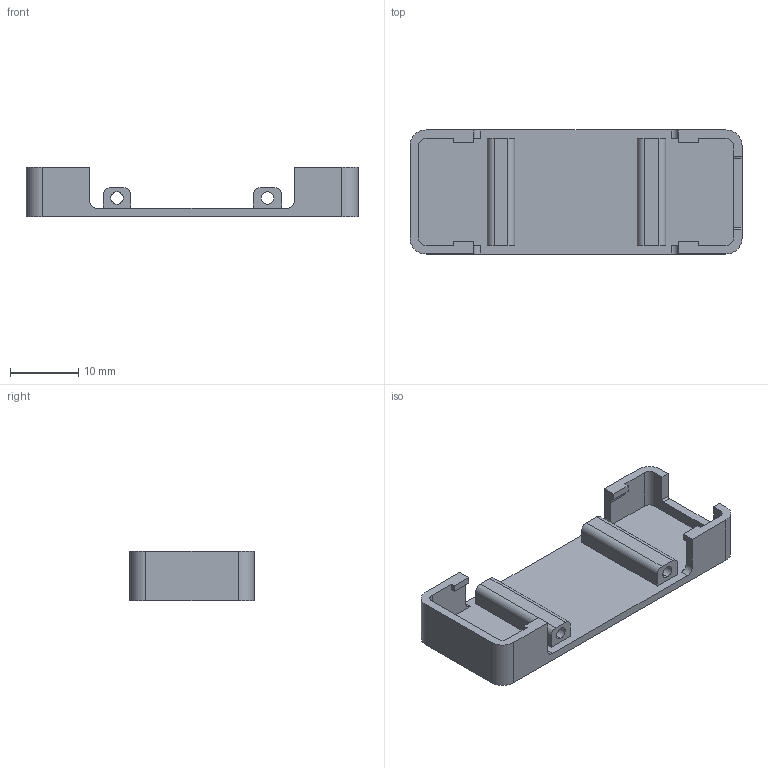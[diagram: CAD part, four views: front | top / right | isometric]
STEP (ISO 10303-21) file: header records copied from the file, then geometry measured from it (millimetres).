
FILE_DESCRIPTION (( 'STEP AP214' ), '1' );
FILE_NAME ('菁.STEP', '2025-04-03T02:59:42', ( '' ), ( '' ), 'SwSTEP 2.0', 'SolidWorks 2024', '' );
FILE_SCHEMA (( 'AUTOMOTIVE_DESIGN' ));
Length unit declared in the file: millimetre
Products named in the file (1): 底
Bounding box: 48.7 x 18.2 x 7.25 mm (x, y, z)
Volume: 1838 mm3; surface area: 3058.3 mm2
Topology: 1 solids, 1 shells, 66 faces, 186 edges, 124 vertices
Faces by surface type: plane 43, cylinder 23
Entity records: 2167 total; most frequent: CARTESIAN_POINT 377, ORIENTED_EDGE 372, DIRECTION 366, EDGE_CURVE 186, VECTOR 140, LINE 140, VERTEX_POINT 124, AXIS2_PLACEMENT_3D 113
